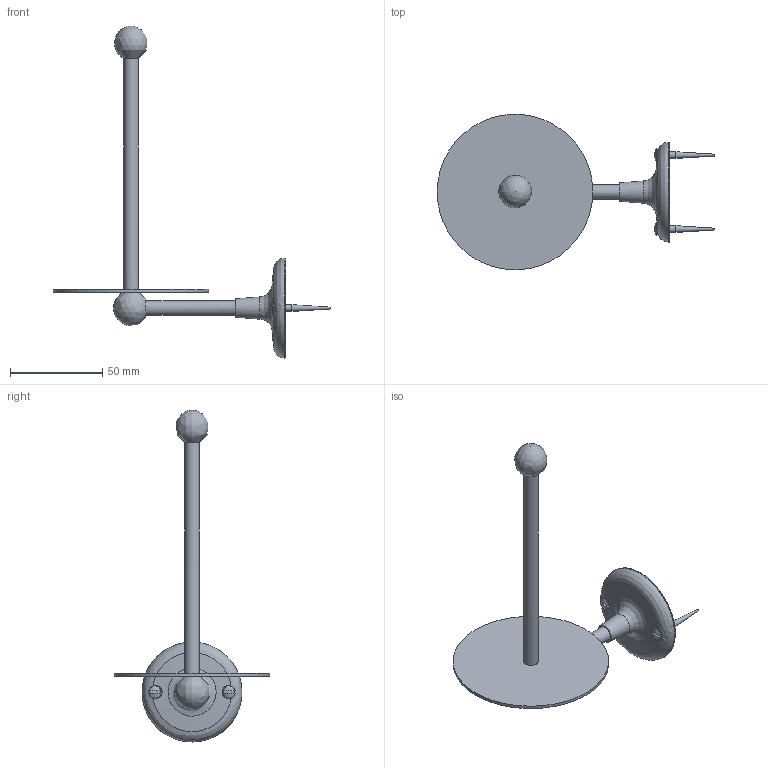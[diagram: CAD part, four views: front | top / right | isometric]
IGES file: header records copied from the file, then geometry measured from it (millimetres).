
Global section: file name: N31; native system: Autodesk Inventor 2014; preprocessor: unknown; author: ashami; date: 20140227.121125; units: millimetre
Bounding box: 150.04 x 84.05 x 179.51 mm (x, y, z)
Volume: 35798.2 mm3; surface area: 27035.9 mm2
Topology: 8 solids, 8 shells, 68 faces, 171 edges, 120 vertices
Faces by surface type: bspline 68
